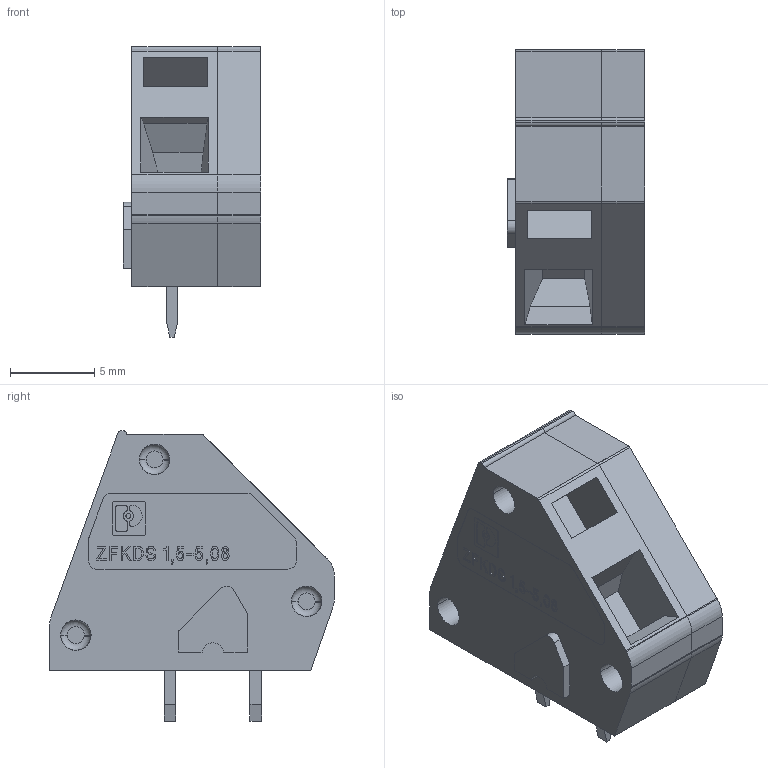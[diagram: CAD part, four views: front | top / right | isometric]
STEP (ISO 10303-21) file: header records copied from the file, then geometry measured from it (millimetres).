
FILE_DESCRIPTION(('STEP AP203'),'1');
FILE_NAME('1706701.stp','2025-08-08T20:45:38',('TraceParts'),('TraceParts S.A.'),'Spatial InterOp 3D',' ',' ');
FILE_SCHEMA(('CONFIG_CONTROL_DESIGN'));
Length unit declared in the file: millimetre
Products named in the file (1): 1
Bounding box: 8.12 x 16.85 x 17.2 mm (x, y, z)
Volume: 1092.3 mm3; surface area: 1407.2 mm2
Topology: 4 solids, 4 shells, 1020 faces, 2865 edges, 1905 vertices
Faces by surface type: plane 847, cylinder 144, torus 18, cone 7, bspline 4
Entity records: 33205 total; most frequent: CARTESIAN_POINT 6525, ORIENTED_EDGE 5730, DIRECTION 5215, EDGE_CURVE 2865, LINE 2505, VECTOR 2505, VERTEX_POINT 1905, AXIS2_PLACEMENT_3D 1355
